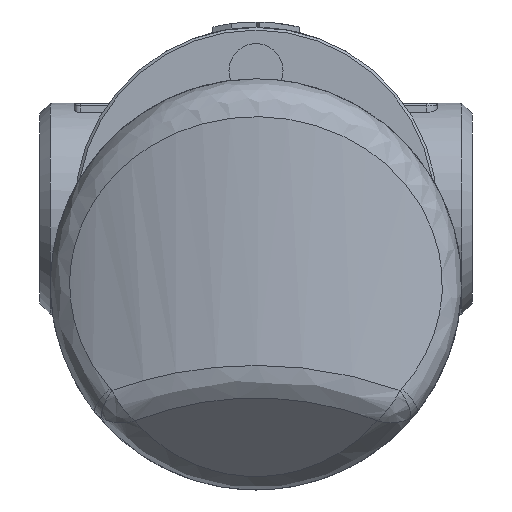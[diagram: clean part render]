
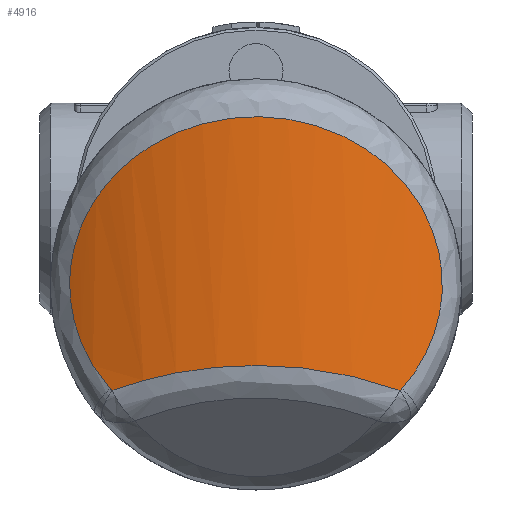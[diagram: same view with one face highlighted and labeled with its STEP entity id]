
A CAD part, left-side view. The second image highlights one B-rep face of the part: STEP entity #4916.
In plain terms, the highlighted cylindrical face has radius 70 mm (diameter 140 mm), a partial arc.
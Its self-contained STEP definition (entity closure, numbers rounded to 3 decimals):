
#213=ELLIPSE('',#5493,93.179,70.);
#1124=FACE_OUTER_BOUND('',#1498,.T.);
#1498=EDGE_LOOP('',(#4451,#4452,#4453,#4454));
#1647=B_SPLINE_CURVE_WITH_KNOTS('',3,(#10707,#10708,#10709,#10710,#10711,
#10712,#10713,#10714,#10715,#10716,#10717,#10718,#10719,#10720,#10721,#10722,
#10723,#10724,#10725,#10726,#10727,#10728,#10729,#10730,#10731,#10732,#10733,
#10734,#10735,#10736,#10737,#10738,#10739,#10740,#10741,#10742,#10743,#10744,
#10745,#10746,#10747,#10748,#10749,#10750,#10751,#10752,#10753,#10754,#10755,
#10756,#10757,#10758,#10759,#10760,#10761,#10762,#10763,#10764,#10765,#10766,
#10767,#10768,#10769,#10770,#10771,#10772,#10773,#10774,#10775,#10776,#10777,
#10778,#10779,#10780,#10781,#10782,#10783,#10784,#10785),.UNSPECIFIED.,
 .F.,.F.,(4,3,3,3,3,3,3,3,3,3,3,3,3,3,3,3,3,3,3,3,3,3,3,3,3,3,4),(12.67,
13.172,13.674,14.677,15.681,16.684,
17.186,18.022,18.691,19.36,19.778,
20.029,20.363,20.697,21.366,21.868,
22.704,23.039,23.373,24.042,24.711,
24.836,25.213,25.714,26.216,26.342,
26.718),.UNSPECIFIED.);
#1654=B_SPLINE_CURVE_WITH_KNOTS('',3,(#11087,#11088,#11089,#11090),
 .UNSPECIFIED.,.F.,.F.,(4,4),(0.,0.047),
 .UNSPECIFIED.);
#1655=B_SPLINE_CURVE_WITH_KNOTS('',3,(#11092,#11093,#11094,#11095),
 .UNSPECIFIED.,.F.,.F.,(4,4),(0.,0.047),
 .UNSPECIFIED.);
#2358=VERTEX_POINT('',#10704);
#2359=VERTEX_POINT('',#10706);
#2373=VERTEX_POINT('',#11086);
#2374=VERTEX_POINT('',#11091);
#3051=EDGE_CURVE('',#2358,#2359,#1647,.T.);
#3073=EDGE_CURVE('',#2359,#2373,#1654,.T.);
#3074=EDGE_CURVE('',#2374,#2358,#1655,.T.);
#3075=EDGE_CURVE('',#2373,#2374,#213,.T.);
#4451=ORIENTED_EDGE('',*,*,#3073,.F.);
#4452=ORIENTED_EDGE('',*,*,#3051,.F.);
#4453=ORIENTED_EDGE('',*,*,#3074,.F.);
#4454=ORIENTED_EDGE('',*,*,#3075,.F.);
#4605=CYLINDRICAL_SURFACE('',#5492,70.);
#4916=ADVANCED_FACE('',(#1124),#4605,.T.);
#5492=AXIS2_PLACEMENT_3D('',#11085,#6849,#6850);
#5493=AXIS2_PLACEMENT_3D('',#11096,#6851,#6852);
#6849=DIRECTION('center_axis',(0.,0.,1.));
#6850=DIRECTION('ref_axis',(0.84,0.543,0.));
#6851=DIRECTION('center_axis',(-0.66,0.,
-0.751));
#6852=DIRECTION('ref_axis',(-0.751,0.,0.66));
#10704=CARTESIAN_POINT('',(-40.594,26.975,-19.277));
#10706=CARTESIAN_POINT('',(-40.594,-26.975,-19.277));
#10707=CARTESIAN_POINT('Ctrl Pts',(-40.594,26.975,-19.277));
#10708=CARTESIAN_POINT('Ctrl Pts',(-40.124,28.101,-18.001));
#10709=CARTESIAN_POINT('Ctrl Pts',(-39.662,29.122,-16.634));
#10710=CARTESIAN_POINT('Ctrl Pts',(-39.237,30.017,-15.203));
#10711=CARTESIAN_POINT('Ctrl Pts',(-38.812,30.913,-13.772));
#10712=CARTESIAN_POINT('Ctrl Pts',(-38.424,31.682,-12.279));
#10713=CARTESIAN_POINT('Ctrl Pts',(-38.093,32.317,-10.726));
#10714=CARTESIAN_POINT('Ctrl Pts',(-37.433,33.587,-7.622));
#10715=CARTESIAN_POINT('Ctrl Pts',(-37.007,34.32,-4.283));
#10716=CARTESIAN_POINT('Ctrl Pts',(-36.945,34.431,-0.922));
#10717=CARTESIAN_POINT('Ctrl Pts',(-36.882,34.542,2.439));
#10718=CARTESIAN_POINT('Ctrl Pts',(-37.183,34.032,5.822));
#10719=CARTESIAN_POINT('Ctrl Pts',(-37.753,32.961,9.003));
#10720=CARTESIAN_POINT('Ctrl Pts',(-38.324,31.89,12.184));
#10721=CARTESIAN_POINT('Ctrl Pts',(-39.163,30.258,15.164));
#10722=CARTESIAN_POINT('Ctrl Pts',(-40.079,28.177,17.829));
#10723=CARTESIAN_POINT('Ctrl Pts',(-40.537,27.137,19.162));
#10724=CARTESIAN_POINT('Ctrl Pts',(-41.013,25.984,20.416));
#10725=CARTESIAN_POINT('Ctrl Pts',(-41.488,24.724,21.584));
#10726=CARTESIAN_POINT('Ctrl Pts',(-42.28,22.625,23.531));
#10727=CARTESIAN_POINT('Ctrl Pts',(-43.068,20.23,25.239));
#10728=CARTESIAN_POINT('Ctrl Pts',(-43.748,17.617,26.64));
#10729=CARTESIAN_POINT('Ctrl Pts',(-44.292,15.526,27.76));
#10730=CARTESIAN_POINT('Ctrl Pts',(-44.767,13.297,28.684));
#10731=CARTESIAN_POINT('Ctrl Pts',(-45.137,10.957,29.389));
#10732=CARTESIAN_POINT('Ctrl Pts',(-45.507,8.617,30.094));
#10733=CARTESIAN_POINT('Ctrl Pts',(-45.772,6.166,30.581));
#10734=CARTESIAN_POINT('Ctrl Pts',(-45.903,3.702,30.822));
#10735=CARTESIAN_POINT('Ctrl Pts',(-45.985,2.162,30.972));
#10736=CARTESIAN_POINT('Ctrl Pts',(-46.014,0.617,31.026));
#10737=CARTESIAN_POINT('Ctrl Pts',(-45.994,-0.934,
30.988));
#10738=CARTESIAN_POINT('Ctrl Pts',(-45.981,-1.864,
30.965));
#10739=CARTESIAN_POINT('Ctrl Pts',(-45.95,-2.797,30.909));
#10740=CARTESIAN_POINT('Ctrl Pts',(-45.901,-3.728,30.818));
#10741=CARTESIAN_POINT('Ctrl Pts',(-45.835,-4.968,
30.697));
#10742=CARTESIAN_POINT('Ctrl Pts',(-45.735,-6.204,
30.513));
#10743=CARTESIAN_POINT('Ctrl Pts',(-45.606,-7.418,
30.273));
#10744=CARTESIAN_POINT('Ctrl Pts',(-45.477,-8.632,
30.032));
#10745=CARTESIAN_POINT('Ctrl Pts',(-45.318,-9.824,
29.734));
#10746=CARTESIAN_POINT('Ctrl Pts',(-45.132,-10.99,
29.38));
#10747=CARTESIAN_POINT('Ctrl Pts',(-44.761,-13.323,
28.673));
#10748=CARTESIAN_POINT('Ctrl Pts',(-44.284,-15.554,27.745));
#10749=CARTESIAN_POINT('Ctrl Pts',(-43.74,-17.643,
26.624));
#10750=CARTESIAN_POINT('Ctrl Pts',(-43.332,-19.209,25.783));
#10751=CARTESIAN_POINT('Ctrl Pts',(-42.887,-20.695,24.834));
#10752=CARTESIAN_POINT('Ctrl Pts',(-42.425,-22.085,
23.79));
#10753=CARTESIAN_POINT('Ctrl Pts',(-41.655,-24.401,
22.049));
#10754=CARTESIAN_POINT('Ctrl Pts',(-40.839,-26.448,20.046));
#10755=CARTESIAN_POINT('Ctrl Pts',(-40.073,-28.189,
17.812));
#10756=CARTESIAN_POINT('Ctrl Pts',(-39.767,-28.885,
16.919));
#10757=CARTESIAN_POINT('Ctrl Pts',(-39.468,-29.533,
15.989));
#10758=CARTESIAN_POINT('Ctrl Pts',(-39.188,-30.122,15.035));
#10759=CARTESIAN_POINT('Ctrl Pts',(-38.907,-30.711,
14.081));
#10760=CARTESIAN_POINT('Ctrl Pts',(-38.644,-31.242,
13.103));
#10761=CARTESIAN_POINT('Ctrl Pts',(-38.402,-31.717,
12.092));
#10762=CARTESIAN_POINT('Ctrl Pts',(-37.919,-32.667,10.07));
#10763=CARTESIAN_POINT('Ctrl Pts',(-37.523,-33.394,7.914));
#10764=CARTESIAN_POINT('Ctrl Pts',(-37.269,-33.853,5.719));
#10765=CARTESIAN_POINT('Ctrl Pts',(-37.016,-34.313,3.525));
#10766=CARTESIAN_POINT('Ctrl Pts',(-36.905,-34.504,
1.292));
#10767=CARTESIAN_POINT('Ctrl Pts',(-36.948,-34.428,-0.953));
#10768=CARTESIAN_POINT('Ctrl Pts',(-36.957,-34.413,
-1.374));
#10769=CARTESIAN_POINT('Ctrl Pts',(-36.97,-34.39,
-1.795));
#10770=CARTESIAN_POINT('Ctrl Pts',(-36.989,-34.356,
-2.216));
#10771=CARTESIAN_POINT('Ctrl Pts',(-37.045,-34.256,
-3.476));
#10772=CARTESIAN_POINT('Ctrl Pts',(-37.15,-34.07,
-4.726));
#10773=CARTESIAN_POINT('Ctrl Pts',(-37.297,-33.803,-5.954));
#10774=CARTESIAN_POINT('Ctrl Pts',(-37.493,-33.447,
-7.592));
#10775=CARTESIAN_POINT('Ctrl Pts',(-37.766,-32.947,
-9.192));
#10776=CARTESIAN_POINT('Ctrl Pts',(-38.098,-32.309,
-10.745));
#10777=CARTESIAN_POINT('Ctrl Pts',(-38.43,-31.67,
-12.299));
#10778=CARTESIAN_POINT('Ctrl Pts',(-38.822,-30.894,
-13.806));
#10779=CARTESIAN_POINT('Ctrl Pts',(-39.245,-30.002,
-15.229));
#10780=CARTESIAN_POINT('Ctrl Pts',(-39.35,-29.779,-15.584));
#10781=CARTESIAN_POINT('Ctrl Pts',(-39.458,-29.549,
-15.935));
#10782=CARTESIAN_POINT('Ctrl Pts',(-39.568,-29.312,
-16.281));
#10783=CARTESIAN_POINT('Ctrl Pts',(-39.896,-28.599,
-17.32));
#10784=CARTESIAN_POINT('Ctrl Pts',(-40.241,-27.82,
-18.32));
#10785=CARTESIAN_POINT('Ctrl Pts',(-40.594,-26.975,
-19.277));
#11085=CARTESIAN_POINT('Origin',(24.,0.,0.));
#11086=CARTESIAN_POINT('',(-40.741,-26.619,-19.599));
#11087=CARTESIAN_POINT('Ctrl Pts',(-40.594,-26.975,
-19.277));
#11088=CARTESIAN_POINT('Ctrl Pts',(-40.638,-26.869,
-19.397));
#11089=CARTESIAN_POINT('Ctrl Pts',(-40.687,-26.75,
-19.506));
#11090=CARTESIAN_POINT('Ctrl Pts',(-40.741,-26.619,
-19.599));
#11091=CARTESIAN_POINT('',(-40.741,26.619,-19.599));
#11092=CARTESIAN_POINT('Ctrl Pts',(-40.741,26.619,-19.599));
#11093=CARTESIAN_POINT('Ctrl Pts',(-40.687,26.75,-19.506));
#11094=CARTESIAN_POINT('Ctrl Pts',(-40.638,26.869,-19.397));
#11095=CARTESIAN_POINT('Ctrl Pts',(-40.594,26.975,-19.277));
#11096=CARTESIAN_POINT('Origin',(24.,0.,-76.479));
